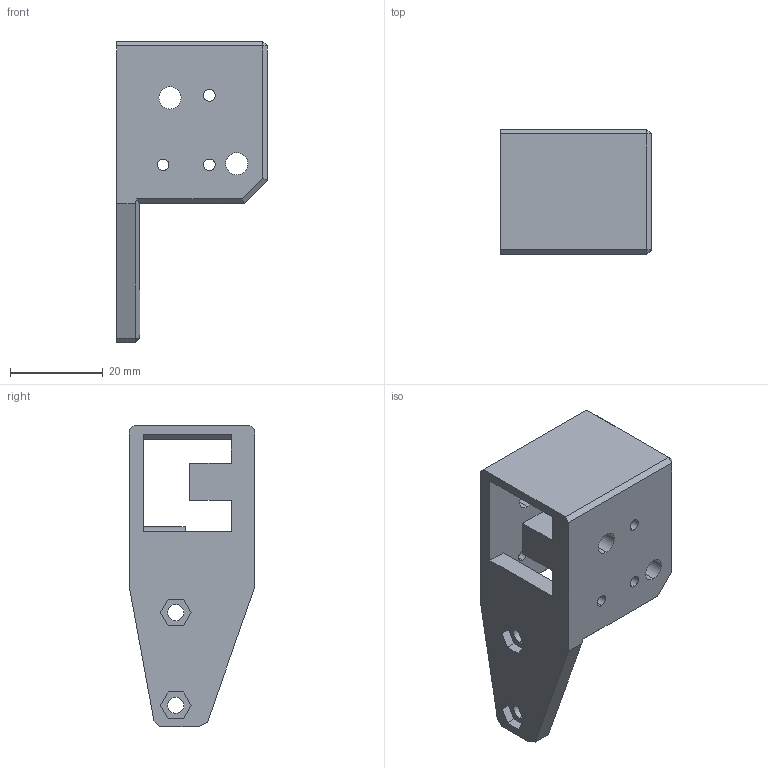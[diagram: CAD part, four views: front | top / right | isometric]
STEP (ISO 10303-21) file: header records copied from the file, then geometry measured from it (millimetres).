
FILE_DESCRIPTION (( 'STEP AP214' ), '1' );
FILE_NAME ('Carage 1.STEP', '2023-01-16T21:48:29', ( '' ), ( '' ), 'SwSTEP 2.0', 'SolidWorks 2020', '' );
FILE_SCHEMA (( 'AUTOMOTIVE_DESIGN' ));
Length unit declared in the file: millimetre
Products named in the file (1): Carage 1
Bounding box: 32.5 x 27 x 65 mm (x, y, z)
Volume: 15199.9 mm3; surface area: 9657.9 mm2
Topology: 1 solids, 1 shells, 98 faces, 251 edges, 160 vertices
Faces by surface type: plane 65, cylinder 33
Entity records: 3031 total; most frequent: DIRECTION 515, CARTESIAN_POINT 510, ORIENTED_EDGE 502, EDGE_CURVE 251, LINE 185, VECTOR 185, AXIS2_PLACEMENT_3D 165, VERTEX_POINT 160
